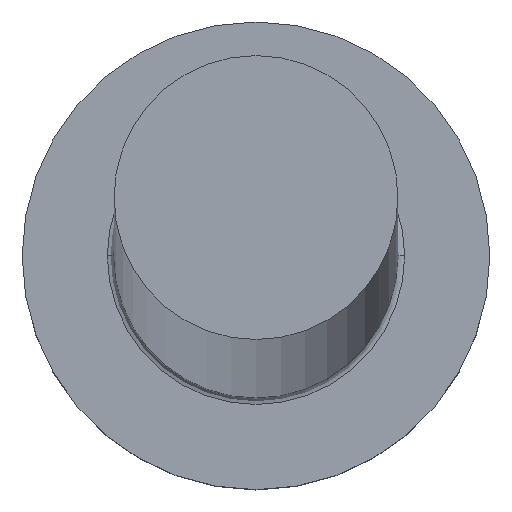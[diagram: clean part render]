
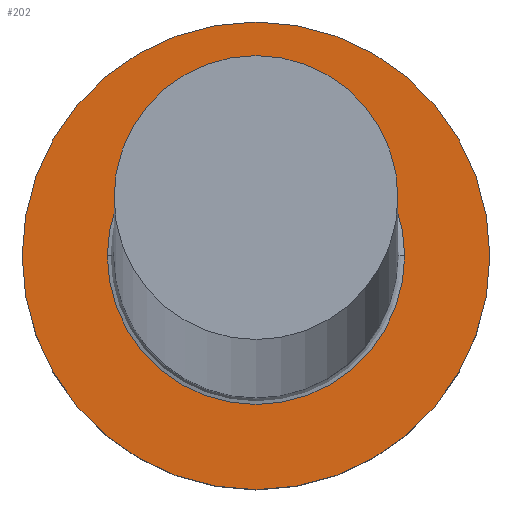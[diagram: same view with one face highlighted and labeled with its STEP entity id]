
A CAD part, top view. The second image highlights one B-rep face of the part: STEP entity #202.
In plain terms, the highlighted planar face has unit normal (0, 0, 1).
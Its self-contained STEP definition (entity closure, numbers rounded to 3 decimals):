
#1 = CARTESIAN_POINT ( 'NONE',  ( -4.45, 0., 5. ) ) ;
#2 = AXIS2_PLACEMENT_3D ( 'NONE', #279, #68, #238 ) ;
#15 = EDGE_CURVE ( 'NONE', #36, #50, #246, .T. ) ;
#20 = CARTESIAN_POINT ( 'NONE',  ( -7., 0., 5. ) ) ;
#36 = VERTEX_POINT ( 'NONE', #67 ) ;
#48 = ORIENTED_EDGE ( 'NONE', *, *, #301, .T. ) ;
#50 = VERTEX_POINT ( 'NONE', #1 ) ;
#51 = CIRCLE ( 'NONE', #226, 7. ) ;
#57 = EDGE_LOOP ( 'NONE', ( #48, #146 ) ) ;
#62 = CIRCLE ( 'NONE', #87, 4.45 ) ;
#63 = CARTESIAN_POINT ( 'NONE',  ( 0., 0., 5. ) ) ;
#67 = CARTESIAN_POINT ( 'NONE',  ( 4.45, 0., 5. ) ) ;
#68 = DIRECTION ( 'NONE',  ( 0., 0., 1. ) ) ;
#74 = DIRECTION ( 'NONE',  ( 1., 0., 0. ) ) ;
#84 = VERTEX_POINT ( 'NONE', #20 ) ;
#87 = AXIS2_PLACEMENT_3D ( 'NONE', #63, #164, #192 ) ;
#89 = CARTESIAN_POINT ( 'NONE',  ( 0., 0., 5. ) ) ;
#96 = EDGE_LOOP ( 'NONE', ( #107, #206 ) ) ;
#101 = EDGE_CURVE ( 'NONE', #167, #84, #51, .T. ) ;
#106 = DIRECTION ( 'NONE',  ( 0., 0., 1. ) ) ;
#107 = ORIENTED_EDGE ( 'NONE', *, *, #15, .T. ) ;
#134 = FACE_OUTER_BOUND ( 'NONE', #57, .T. ) ;
#146 = ORIENTED_EDGE ( 'NONE', *, *, #101, .T. ) ;
#164 = DIRECTION ( 'NONE',  ( 0., 0., -1. ) ) ;
#167 = VERTEX_POINT ( 'NONE', #207 ) ;
#170 = DIRECTION ( 'NONE',  ( 0., 0., -1. ) ) ;
#175 = AXIS2_PLACEMENT_3D ( 'NONE', #291, #232, #74 ) ;
#177 = DIRECTION ( 'NONE',  ( 1., 0., 0. ) ) ;
#190 = DIRECTION ( 'NONE',  ( 1., 0., 0. ) ) ;
#192 = DIRECTION ( 'NONE',  ( 1., 0., 0. ) ) ;
#199 = PLANE ( 'NONE',  #175 ) ;
#202 = ADVANCED_FACE ( 'NONE', ( #256, #134 ), #199, .T. ) ;
#206 = ORIENTED_EDGE ( 'NONE', *, *, #295, .T. ) ;
#207 = CARTESIAN_POINT ( 'NONE',  ( 7., 0., 5. ) ) ;
#226 = AXIS2_PLACEMENT_3D ( 'NONE', #284, #106, #177 ) ;
#232 = DIRECTION ( 'NONE',  ( 0., 0., 1. ) ) ;
#238 = DIRECTION ( 'NONE',  ( 1., 0., 0. ) ) ;
#246 = CIRCLE ( 'NONE', #255, 4.45 ) ;
#255 = AXIS2_PLACEMENT_3D ( 'NONE', #89, #170, #190 ) ;
#256 = FACE_BOUND ( 'NONE', #96, .T. ) ;
#279 = CARTESIAN_POINT ( 'NONE',  ( 0., 0., 5. ) ) ;
#284 = CARTESIAN_POINT ( 'NONE',  ( 0., 0., 5. ) ) ;
#291 = CARTESIAN_POINT ( 'NONE',  ( 0., 0., 5. ) ) ;
#293 = CIRCLE ( 'NONE', #2, 7. ) ;
#295 = EDGE_CURVE ( 'NONE', #50, #36, #62, .T. ) ;
#301 = EDGE_CURVE ( 'NONE', #84, #167, #293, .T. ) ;
